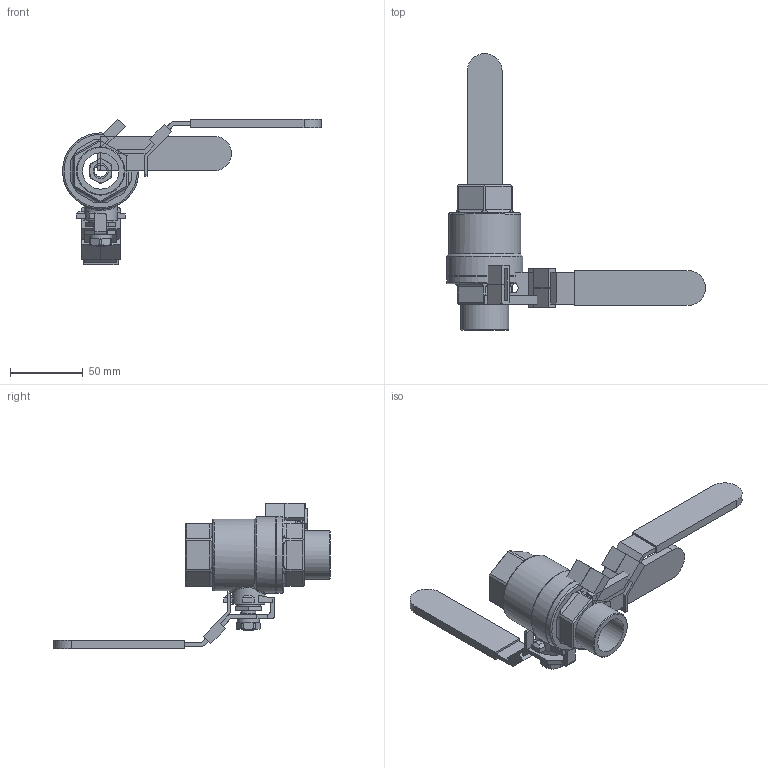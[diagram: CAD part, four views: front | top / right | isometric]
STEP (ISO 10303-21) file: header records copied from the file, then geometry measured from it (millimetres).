
FILE_DESCRIPTION( ( 'Unknown' ), '1' );
FILE_NAME( '8.102.025.stp', 'Unknown', ( 'Unknown' ), ( 'Unknown' ), 'PSStep 13.0', 'Unknown', ' ' );
FILE_SCHEMA( ( 'AUTOMOTIVE_DESIGN { 1 0 10303 214 1 1 1 1 }' ) );
Length unit declared in the file: millimetre
Products named in the file (8): Hebel_.025-032; Assem1; Lasche; Hebel_025-032; Ummantelung 025_032; Scheibe; Sechskantmutter M10; 8.102.025
Bounding box: 178.25 x 190.5 x 100.47 mm (x, y, z)
Volume: 279189.2 mm3; surface area: 118234.2 mm2
Topology: 15 solids, 15 shells, 485 faces, 1265 edges, 841 vertices
Faces by surface type: plane 346, cylinder 97, cone 34, bspline 4, torus 4
Full cylindrical faces by diameter (mm): 8 x5, 8.376 x2, 10.5 x4, 15.5 x2, 16.5 x2, 23 x2, 25 x2, 30.291 x2, 33.249 x2, 49.5 x2, 51.5 x2, 52.5 x4
Entity records: 8948 total; most frequent: CARTESIAN_POINT 2092, ORIENTED_EDGE 1040, DIRECTION 1017, EDGE_CURVE 520, VERTEX_POINT 355, LINE 355, VECTOR 355, AXIS2_PLACEMENT_3D 331
